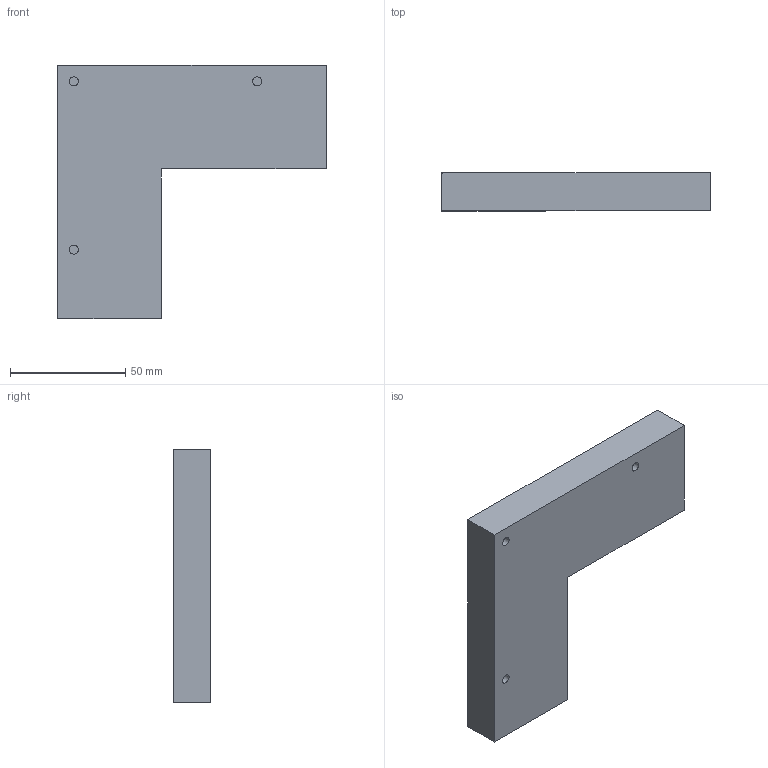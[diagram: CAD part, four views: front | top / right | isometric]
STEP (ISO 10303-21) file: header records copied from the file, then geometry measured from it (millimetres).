
FILE_DESCRIPTION(/* description */ (''),/* implementation_level */ '2;1');
FILE_NAME(/* name */ 'Vinkeldel.stp',/* time_stamp */ '2025-08-07T16:47:14+02:00',/* author */ ('roone'),/* organization */ (''),/* preprocessor_version */ 'ST-DEVELOPER v20',/* originating_system */ 'Autodesk Inventor 2025',/* authorisation */ '');
FILE_SCHEMA (('AUTOMOTIVE_DESIGN { 1 0 10303 214 3 1 1 }'));
Length unit declared in the file: millimetre
Products named in the file (1): Vinkel vinkel
Bounding box: 116.5 x 16.38 x 110 mm (x, y, z)
Volume: 72225.7 mm3; surface area: 21494.5 mm2
Topology: 1 solids, 1 shells, 13 faces, 23 edges, 16 vertices
Faces by surface type: plane 10, cylinder 3
Full cylindrical faces by diameter (mm): 4 x3
Entity records: 369 total; most frequent: DIRECTION 57, CARTESIAN_POINT 53, ORIENTED_EDGE 46, EDGE_CURVE 23, AXIS2_PLACEMENT_3D 20, LINE 17, VECTOR 17, EDGE_LOOP 16
